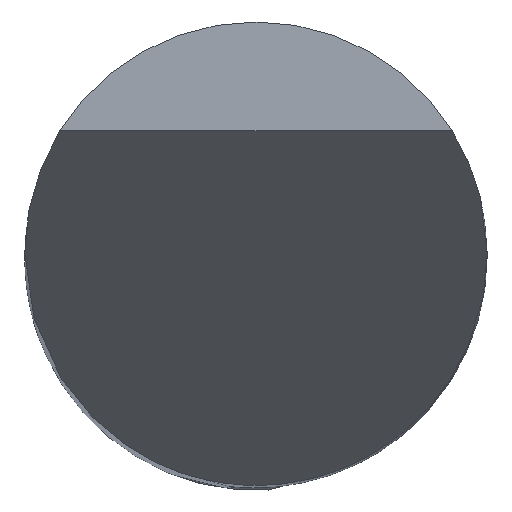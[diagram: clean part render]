
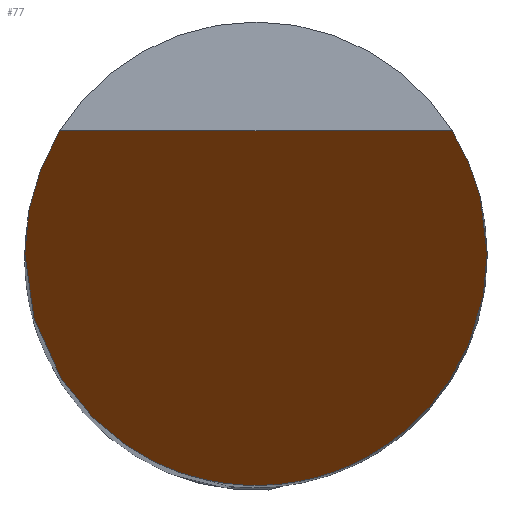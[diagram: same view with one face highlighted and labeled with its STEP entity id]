
A CAD part, top view. The second image highlights one B-rep face of the part: STEP entity #77.
In plain terms, the highlighted planar face has unit normal (0, -0.866, 0.5).
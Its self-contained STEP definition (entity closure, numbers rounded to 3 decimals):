
#61=PLANE('',#602);
#77=ADVANCED_FACE('',(#114),#61,.F.);
#114=FACE_OUTER_BOUND('',#145,.T.);
#145=EDGE_LOOP('',(#292,#293,#294,#295));
#180=LINE('',#1000,#200);
#200=VECTOR('',#675,1.);
#292=ORIENTED_EDGE('',*,*,#454,.T.);
#293=ORIENTED_EDGE('',*,*,#483,.T.);
#294=ORIENTED_EDGE('',*,*,#452,.T.);
#295=ORIENTED_EDGE('',*,*,#463,.T.);
#401=VERTEX_POINT('',#826);
#402=VERTEX_POINT('',#831);
#403=VERTEX_POINT('',#833);
#404=VERTEX_POINT('',#838);
#452=EDGE_CURVE('',#402,#401,#548,.T.);
#454=EDGE_CURVE('',#404,#403,#549,.T.);
#463=EDGE_CURVE('',#401,#404,#551,.T.);
#483=EDGE_CURVE('',#403,#402,#180,.T.);
#548=(
BOUNDED_CURVE()
B_SPLINE_CURVE(3,(#827,#828,#829,#830),.UNSPECIFIED.,.F.,.F.)
B_SPLINE_CURVE_WITH_KNOTS((4,4),(0.,1.),.UNSPECIFIED.)
CURVE()
GEOMETRIC_REPRESENTATION_ITEM()
RATIONAL_B_SPLINE_CURVE((1.,0.974,0.974,1.))
REPRESENTATION_ITEM('')
);
#549=(
BOUNDED_CURVE()
B_SPLINE_CURVE(3,(#834,#835,#836,#837),.UNSPECIFIED.,.F.,.F.)
B_SPLINE_CURVE_WITH_KNOTS((4,4),(0.,1.),.UNSPECIFIED.)
CURVE()
GEOMETRIC_REPRESENTATION_ITEM()
RATIONAL_B_SPLINE_CURVE((1.,0.974,0.974,1.))
REPRESENTATION_ITEM('')
);
#551=(
BOUNDED_CURVE()
B_SPLINE_CURVE(3,(#871,#872,#873,#874),.UNSPECIFIED.,.F.,.F.)
B_SPLINE_CURVE_WITH_KNOTS((4,4),(0.,1.),.UNSPECIFIED.)
CURVE()
GEOMETRIC_REPRESENTATION_ITEM()
RATIONAL_B_SPLINE_CURVE((1.,0.333,0.333,1.))
REPRESENTATION_ITEM('')
);
#602=AXIS2_PLACEMENT_3D('',#1002,#678,#679);
#675=DIRECTION('',(-1.,0.,0.));
#678=DIRECTION('',(0.,0.866,-0.5));
#679=DIRECTION('',(0.,0.5,0.866));
#826=CARTESIAN_POINT('',(-3.,0.,0.));
#827=CARTESIAN_POINT('',(-2.545,1.588,2.75));
#828=CARTESIAN_POINT('',(-2.844,1.108,1.92));
#829=CARTESIAN_POINT('',(-3.,0.565,0.979));
#830=CARTESIAN_POINT('',(-3.,0.,0.));
#831=CARTESIAN_POINT('',(-2.545,1.588,2.75));
#833=CARTESIAN_POINT('',(2.545,1.588,2.75));
#834=CARTESIAN_POINT('',(3.,0.,0.));
#835=CARTESIAN_POINT('',(3.,0.565,0.979));
#836=CARTESIAN_POINT('',(2.844,1.108,1.92));
#837=CARTESIAN_POINT('',(2.545,1.588,2.75));
#838=CARTESIAN_POINT('',(3.,0.,0.));
#871=CARTESIAN_POINT('',(-3.,0.,0.));
#872=CARTESIAN_POINT('',(-3.,-6.,-10.392));
#873=CARTESIAN_POINT('',(3.,-6.,-10.392));
#874=CARTESIAN_POINT('',(3.,0.,0.));
#1000=CARTESIAN_POINT('',(0.,1.588,2.75));
#1002=CARTESIAN_POINT('',(-3.,-3.,-5.196));
